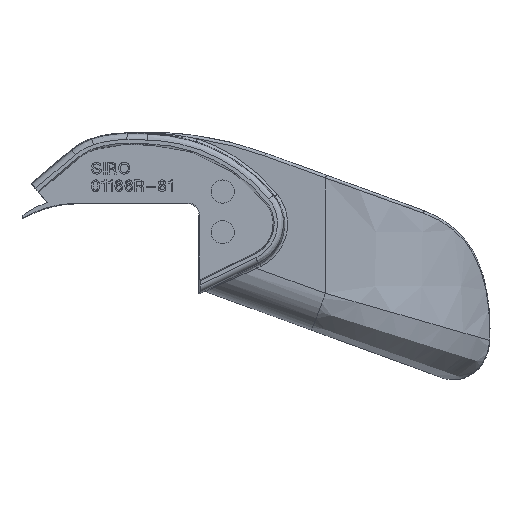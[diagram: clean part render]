
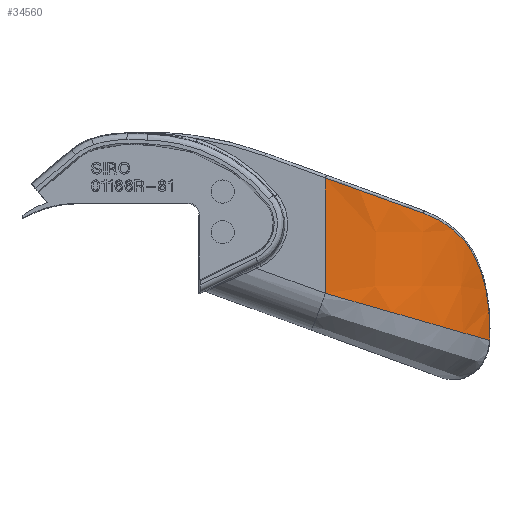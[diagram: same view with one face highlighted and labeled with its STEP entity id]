
A CAD part, top view. The second image highlights one B-rep face of the part: STEP entity #34560.
In plain terms, the highlighted conical face has half-angle 2 degrees and reference radius 34 mm.
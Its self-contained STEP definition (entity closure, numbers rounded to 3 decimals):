
#10230=CARTESIAN_POINT('',(50.134,-23.584,
-18.366));
#10240=VERTEX_POINT('',#10230);
#10950=CARTESIAN_POINT('',(21.813,-15.505,
-1.368));
#10960=VERTEX_POINT('',#10950);
#10990=CARTESIAN_POINT('',(21.813,-15.505,
-1.368));
#11000=CARTESIAN_POINT('',(22.159,-15.604,
-1.372));
#11010=CARTESIAN_POINT('',(22.505,-15.703,
-1.38));
#11020=CARTESIAN_POINT('',(23.269,-15.921,
-1.412));
#11030=CARTESIAN_POINT('',(23.687,-16.041,
-1.438));
#11040=CARTESIAN_POINT('',(24.798,-16.358,
-1.527));
#11050=CARTESIAN_POINT('',(25.489,-16.556,
-1.605));
#11060=CARTESIAN_POINT('',(26.841,-16.942,
-1.802));
#11070=CARTESIAN_POINT('',(27.503,-17.131,
-1.919));
#11080=CARTESIAN_POINT('',(28.818,-17.507,
-2.193));
#11090=CARTESIAN_POINT('',(29.472,-17.694,
-2.351));
#11100=CARTESIAN_POINT('',(30.771,-18.065,
-2.707));
#11110=CARTESIAN_POINT('',(31.415,-18.248,
-2.906));
#11120=CARTESIAN_POINT('',(32.692,-18.613,
-3.343));
#11130=CARTESIAN_POINT('',(33.324,-18.793,
-3.581));
#11140=CARTESIAN_POINT('',(34.574,-19.15,
-4.098));
#11150=CARTESIAN_POINT('',(35.192,-19.326,
-4.376));
#11160=CARTESIAN_POINT('',(36.411,-19.674,
-4.971));
#11170=CARTESIAN_POINT('',(37.012,-19.846,
-5.287));
#11180=CARTESIAN_POINT('',(38.196,-20.183,
-5.959));
#11190=CARTESIAN_POINT('',(38.778,-20.349,
-6.314));
#11200=CARTESIAN_POINT('',(39.921,-20.675,
-7.062));
#11210=CARTESIAN_POINT('',(40.481,-20.835,
-7.454));
#11220=CARTESIAN_POINT('',(41.583,-21.149,
-8.277));
#11230=CARTESIAN_POINT('',(42.123,-21.303,
-8.709));
#11240=CARTESIAN_POINT('',(42.914,-21.528,
-9.382));
#11250=CARTESIAN_POINT('',(43.174,-21.602,
-9.611));
#11260=CARTESIAN_POINT('',(43.687,-21.748,
-10.078));
#11270=CARTESIAN_POINT('',(43.941,-21.821,
-10.315));
#11280=CARTESIAN_POINT('',(45.191,-22.177,
-11.525));
#11290=CARTESIAN_POINT('',(46.131,-22.444,
-12.56));
#11300=CARTESIAN_POINT('',(47.223,-22.755,
-13.929));
#11310=CARTESIAN_POINT('',(47.437,-22.816,
-14.207));
#11320=CARTESIAN_POINT('',(47.857,-22.936,
-14.769));
#11330=CARTESIAN_POINT('',(48.062,-22.994,
-15.054));
#11340=CARTESIAN_POINT('',(48.665,-23.166,
-15.92));
#11350=CARTESIAN_POINT('',(49.05,-23.275,
-16.511));
#11360=CARTESIAN_POINT('',(49.78,-23.483,
-17.719));
#11370=CARTESIAN_POINT('',(50.126,-23.582,
-18.336));
#11380=CARTESIAN_POINT('',(50.616,-23.721,
-19.279));
#11390=CARTESIAN_POINT('',(50.774,-23.766,
-19.597));
#11400=CARTESIAN_POINT('',(51.081,-23.853,
-20.237));
#11410=CARTESIAN_POINT('',(51.229,-23.895,
-20.56));
#11420=CARTESIAN_POINT('',(51.558,-23.989,
-21.31));
#11430=CARTESIAN_POINT('',(51.736,-24.04,
-21.74));
#11440=CARTESIAN_POINT('',(52.073,-24.136,
-22.607));
#11450=CARTESIAN_POINT('',(52.233,-24.181,
-23.045));
#11460=CARTESIAN_POINT('',(52.533,-24.267,
-23.928));
#11470=CARTESIAN_POINT('',(52.674,-24.307,
-24.373));
#11480=CARTESIAN_POINT('',(52.849,-24.356,
-24.971));
#11490=CARTESIAN_POINT('',(52.892,-24.369,
-25.122));
#11500=CARTESIAN_POINT('',(52.934,-24.381,
-25.273));
#11510=B_SPLINE_CURVE_WITH_KNOTS('',3,(#10990,#11000,#11010,#11020,
#11030,#11040,#11050,#11060,#11070,#11080,#11090,#11100,#11110,#11120,
#11130,#11140,#11150,#11160,#11170,#11180,#11190,#11200,#11210,#11220,
#11230,#11240,#11250,#11260,#11270,#11280,#11290,#11300,#11310,#11320,
#11330,#11340,#11350,#11360,#11370,#11380,#11390,#11400,#11410,#11420,
#11430,#11440,#11450,#11460,#11470,#11480,#11490,#11500),.UNSPECIFIED.,
.F.,.F.,(4,2,2,2,2,2,2,2,2,2,2,2,2,2,2,2,2,2,2,2,2,2,2,2,2,4),(0.,
0.975,2.156,4.113,6.001,
7.891,9.781,11.672,13.563,
15.455,17.349,19.244,21.152,
22.107,23.062,26.888,27.844,
28.801,30.715,32.631,33.59,
34.548,35.801,37.055,38.309,
38.73),.UNSPECIFIED.);
#11520=EDGE_CURVE('',#10960,#10240,#11510,.T.);
#33830=CARTESIAN_POINT('',(21.813,23.671,-34.));
#33840=DIRECTION('',(0.,1.,0.));
#33850=DIRECTION('',(0.,0.,1.));
#33860=AXIS2_PLACEMENT_3D('',#33830,#33840,#33850);
#33870=CONICAL_SURFACE('',#33860,34.,0.035);
#33880=CARTESIAN_POINT('',(38.796,-1.679,
-5.572));
#33890=CARTESIAN_POINT('',(38.814,-1.685,
-5.583));
#33900=CARTESIAN_POINT('',(38.831,-1.692,
-5.594));
#33910=CARTESIAN_POINT('',(40.068,-2.139,
-6.354));
#33920=CARTESIAN_POINT('',(41.208,-2.676,
-7.169));
#33930=CARTESIAN_POINT('',(43.486,-4.089,
-9.024));
#33940=CARTESIAN_POINT('',(44.578,-5.004,
-10.071));
#33950=CARTESIAN_POINT('',(46.462,-7.146,
-12.129));
#33960=CARTESIAN_POINT('',(47.247,-8.365,
-13.131));
#33970=CARTESIAN_POINT('',(48.524,-11.074,
-14.955));
#33980=CARTESIAN_POINT('',(49.012,-12.553,
-15.769));
#33990=CARTESIAN_POINT('',(49.729,-15.707,
-17.1));
#34000=CARTESIAN_POINT('',(49.957,-17.368,
-17.611));
#34010=CARTESIAN_POINT('',(50.165,-20.402,
-18.191));
#34020=CARTESIAN_POINT('',(50.189,-21.746,
-18.332));
#34030=CARTESIAN_POINT('',(50.149,-23.117,
-18.358));
#34040=CARTESIAN_POINT('',(50.148,-23.14,
-18.359));
#34050=CARTESIAN_POINT('',(50.147,-23.164,
-18.359));
#34060=B_SPLINE_CURVE_WITH_KNOTS('',3,(#33880,#33890,#33900,#33910,
#33920,#33930,#33940,#33950,#33960,#33970,#33980,#33990,#34000,#34010,
#34020,#34030,#34040,#34050),.UNSPECIFIED.,.F.,.F.,(4,2,2,2,2,2,2,2,4),(
0.,0.065,4.569,9.878,15.182,
20.483,25.777,29.872,29.944),
.UNSPECIFIED.);
#34070=CARTESIAN_POINT('',(38.796,-1.679,
-5.572));
#34080=VERTEX_POINT('',#34070);
#34090=CARTESIAN_POINT('',(50.147,-23.164,
-18.359));
#34100=VERTEX_POINT('',#34090);
#34110=EDGE_CURVE('',#34080,#34100,#34060,.T.);
#34120=ORIENTED_EDGE('',*,*,#34110,.F.);
#34130=CARTESIAN_POINT('',(50.134,-23.584,
-18.366));
#34140=CARTESIAN_POINT('',(50.135,-23.56,
-18.366));
#34150=CARTESIAN_POINT('',(50.136,-23.536,
-18.365));
#34160=CARTESIAN_POINT('',(50.137,-23.502,
-18.365));
#34170=CARTESIAN_POINT('',(50.137,-23.49,
-18.365));
#34180=CARTESIAN_POINT('',(50.138,-23.444,
-18.364));
#34190=CARTESIAN_POINT('',(50.139,-23.409,
-18.363));
#34200=CARTESIAN_POINT('',(50.142,-23.328,
-18.362));
#34210=CARTESIAN_POINT('',(50.143,-23.281,
-18.361));
#34220=CARTESIAN_POINT('',(50.146,-23.211,
-18.36));
#34230=CARTESIAN_POINT('',(50.146,-23.188,
-18.36));
#34240=CARTESIAN_POINT('',(50.147,-23.164,
-18.359));
#34250=B_SPLINE_CURVE_WITH_KNOTS('',3,(#34130,#34140,#34150,#34160,
#34170,#34180,#34190,#34200,#34210,#34220,#34230,#34240),.UNSPECIFIED.,
.F.,.F.,(4,2,2,2,2,4),(0.,0.071,0.105,
0.21,0.349,0.42),.UNSPECIFIED.);
#34260=EDGE_CURVE('',#10240,#34100,#34250,.T.);
#34270=ORIENTED_EDGE('',*,*,#34260,.T.);
#34280=ORIENTED_EDGE('',*,*,#11520,.T.);
#34290=CARTESIAN_POINT('',(21.813,-8.695,
-1.13));
#34300=DIRECTION('',(0.,-0.999,-0.035));
#34310=VECTOR('',#34300,1.);
#34320=LINE('',#34290,#34310);
#34330=CARTESIAN_POINT('',(21.813,4.409,
-0.673));
#34340=VERTEX_POINT('',#34330);
#34350=EDGE_CURVE('',#34340,#10960,#34320,.T.);
#34360=ORIENTED_EDGE('',*,*,#34350,.T.);
#34370=CARTESIAN_POINT('',(38.796,-1.679,
-5.572));
#34380=CARTESIAN_POINT('',(38.778,-1.673,
-5.561));
#34390=CARTESIAN_POINT('',(38.76,-1.666,
-5.55));
#34400=CARTESIAN_POINT('',(38.723,-1.653,
-5.527));
#34410=CARTESIAN_POINT('',(38.703,-1.646,
-5.515));
#34420=CARTESIAN_POINT('',(36.165,-0.736,
-3.976));
#34430=CARTESIAN_POINT('',(33.473,0.229,
-2.799));
#34440=CARTESIAN_POINT('',(27.89,2.23,
-1.18));
#34450=CARTESIAN_POINT('',(25.021,3.259,
-0.742));
#34460=CARTESIAN_POINT('',(22.049,4.324,
-0.676));
#34470=CARTESIAN_POINT('',(21.965,4.355,
-0.675));
#34480=CARTESIAN_POINT('',(21.858,4.393,
-0.673));
#34490=CARTESIAN_POINT('',(21.835,4.401,
-0.673));
#34500=CARTESIAN_POINT('',(21.813,4.409,
-0.673));
#34510=B_SPLINE_CURVE_WITH_KNOTS('',3,(#34370,#34380,#34390,#34400,
#34410,#34420,#34430,#34440,#34450,#34460,#34470,#34480,#34490,#34500),
.UNSPECIFIED.,.F.,.F.,(4,2,2,2,2,2,4),(0.,0.065,
0.137,9.301,18.43,18.697,
18.768),.UNSPECIFIED.);
#34520=EDGE_CURVE('',#34080,#34340,#34510,.T.);
#34530=ORIENTED_EDGE('',*,*,#34520,.T.);
#34540=EDGE_LOOP('',(#34530,#34360,#34280,#34270,#34120));
#34550=FACE_OUTER_BOUND('',#34540,.T.);
#34560=ADVANCED_FACE('',(#34550),#33870,.T.);
